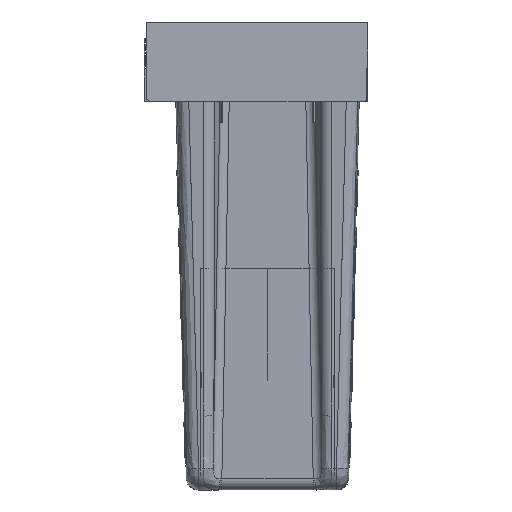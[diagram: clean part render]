
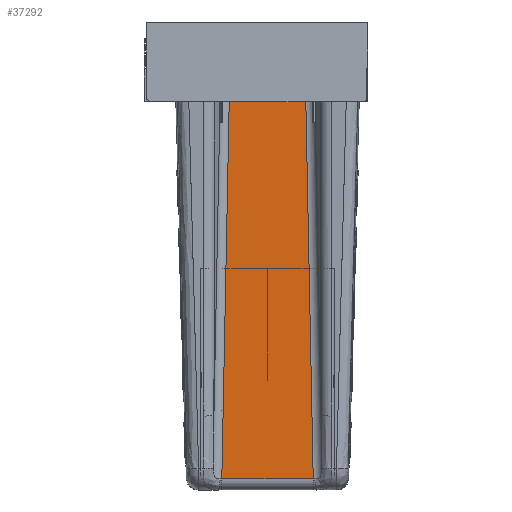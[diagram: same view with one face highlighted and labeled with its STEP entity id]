
A CAD part, left-side view. The second image highlights one B-rep face of the part: STEP entity #37292.
In plain terms, the highlighted planar face has unit normal (-1, 0, -0.028).
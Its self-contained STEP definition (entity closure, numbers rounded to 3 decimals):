
#5251=CIRCLE('',#39368,1372.351);
#5254=CIRCLE('',#39373,1372.351);
#6183=FACE_OUTER_BOUND('',#8270,.T.);
#8270=EDGE_LOOP('',(#24692,#24693,#24694,#24695,#24696,#24697));
#10283=LINE('',#116245,#11994);
#10285=LINE('',#116253,#11996);
#10286=LINE('',#116256,#11997);
#10287=LINE('',#116257,#11998);
#11994=VECTOR('',#42742,103.177);
#11996=VECTOR('',#42750,435.846);
#11997=VECTOR('',#42753,74.501);
#11998=VECTOR('',#42754,435.846);
#14377=VERTEX_POINT('',#116160);
#14378=VERTEX_POINT('',#116198);
#14380=VERTEX_POINT('',#116243);
#14381=VERTEX_POINT('',#116244);
#14384=VERTEX_POINT('',#116252);
#14385=VERTEX_POINT('',#116254);
#18449=EDGE_CURVE('',#14378,#14377,#5251,.T.);
#18450=EDGE_CURVE('',#14380,#14381,#10283,.T.);
#18454=EDGE_CURVE('',#14384,#14380,#10285,.T.);
#18455=EDGE_CURVE('',#14385,#14384,#5254,.T.);
#18456=EDGE_CURVE('',#14378,#14385,#10286,.F.);
#18457=EDGE_CURVE('',#14377,#14381,#10287,.T.);
#24692=ORIENTED_EDGE('',*,*,#18454,.F.);
#24693=ORIENTED_EDGE('',*,*,#18455,.F.);
#24694=ORIENTED_EDGE('',*,*,#18456,.F.);
#24695=ORIENTED_EDGE('',*,*,#18449,.T.);
#24696=ORIENTED_EDGE('',*,*,#18457,.T.);
#24697=ORIENTED_EDGE('',*,*,#18450,.F.);
#34280=PLANE('',#39372);
#37292=ADVANCED_FACE('',(#6183),#34280,.T.);
#39368=AXIS2_PLACEMENT_3D('',#116241,#42738,#42739);
#39372=AXIS2_PLACEMENT_3D('',#116251,#42748,#42749);
#39373=AXIS2_PLACEMENT_3D('',#116255,#42751,#42752);
#42738=DIRECTION('center_axis',(1.,0.,
0.028));
#42739=DIRECTION('ref_axis',(0.028,0.004,-1.));
#42742=DIRECTION('',(0.,1.,0.));
#42748=DIRECTION('center_axis',(-1.,0.,
-0.028));
#42749=DIRECTION('ref_axis',(-0.028,0.,1.));
#42750=DIRECTION('',(0.028,-0.02,-0.999));
#42751=DIRECTION('center_axis',(-1.,0.,
-0.028));
#42752=DIRECTION('ref_axis',(0.028,-0.004,-1.));
#42753=DIRECTION('',(0.,1.,0.));
#42754=DIRECTION('',(0.028,0.02,-0.999));
#116160=CARTESIAN_POINT('',(-168.757,43.069,-34.771));
#116198=CARTESIAN_POINT('',(-168.757,37.251,-34.783));
#116241=CARTESIAN_POINT('Origin',(-207.075,37.261,1337.033));
#116243=CARTESIAN_POINT('',(-156.59,-51.589,-470.363));
#116244=CARTESIAN_POINT('',(-156.59,51.589,-470.363));
#116245=CARTESIAN_POINT('',(-156.59,0.,-470.363));
#116251=CARTESIAN_POINT('Origin',(-169.6,-52.323,-4.6));
#116252=CARTESIAN_POINT('',(-168.757,-43.069,-34.771));
#116253=CARTESIAN_POINT('',(-156.32,-51.778,-480.024));
#116254=CARTESIAN_POINT('',(-168.757,-37.251,-34.783));
#116255=CARTESIAN_POINT('Origin',(-207.075,-37.261,1337.033));
#116256=CARTESIAN_POINT('',(-168.757,-52.323,-34.783));
#116257=CARTESIAN_POINT('',(-156.32,51.778,-480.024));
